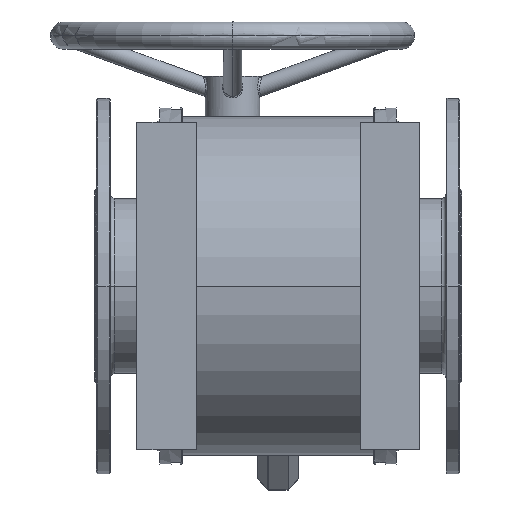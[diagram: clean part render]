
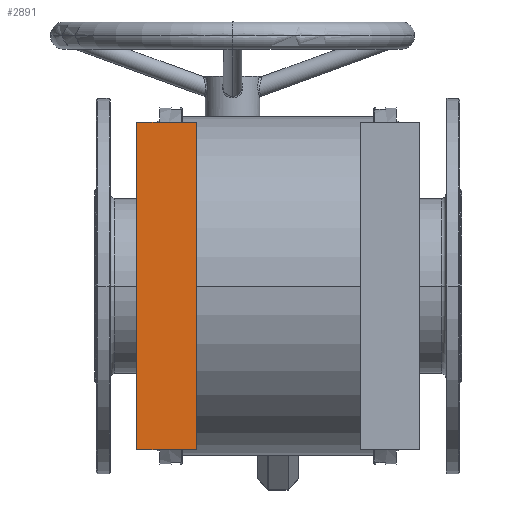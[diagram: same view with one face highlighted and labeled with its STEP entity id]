
A CAD part, front view. The second image highlights one B-rep face of the part: STEP entity #2891.
In plain terms, the highlighted planar face has unit normal (0, -1, 0).
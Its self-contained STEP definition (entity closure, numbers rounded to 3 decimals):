
#1486 = ORIENTED_EDGE ( 'NONE', *, *, #18012, .F. ) ;
#2222 = EDGE_CURVE ( 'NONE', #26783, #24952, #7012, .T. ) ;
#2891 = ADVANCED_FACE ( 'NONE', ( #5866 ), #8070, .F. ) ;
#2924 = EDGE_CURVE ( 'NONE', #24952, #20180, #24977, .T. ) ;
#4213 = ORIENTED_EDGE ( 'NONE', *, *, #16781, .F. ) ;
#5866 = FACE_OUTER_BOUND ( 'NONE', #15596, .T. ) ;
#6275 = DIRECTION ( 'NONE',  ( 0., 0., 1. ) ) ;
#7012 = LINE ( 'NONE', #21443, #19798 ) ;
#7257 = VECTOR ( 'NONE', #6275, 1000. ) ;
#8070 = PLANE ( 'NONE',  #24310 ) ;
#8204 = LINE ( 'NONE', #9846, #27137 ) ;
#9846 = CARTESIAN_POINT ( 'NONE',  ( -155., -205., -180. ) ) ;
#10128 = DIRECTION ( 'NONE',  ( 0., 1., 0. ) ) ;
#12060 = CARTESIAN_POINT ( 'NONE',  ( -90., -205., -180. ) ) ;
#13470 = DIRECTION ( 'NONE',  ( 1., 0., 0. ) ) ;
#13854 = ORIENTED_EDGE ( 'NONE', *, *, #2924, .T. ) ;
#14049 = LINE ( 'NONE', #18020, #21625 ) ;
#15596 = EDGE_LOOP ( 'NONE', ( #16779, #13854, #1486, #4213 ) ) ;
#15832 = DIRECTION ( 'NONE',  ( 1., 0., 0. ) ) ;
#16779 = ORIENTED_EDGE ( 'NONE', *, *, #2222, .T. ) ;
#16781 = EDGE_CURVE ( 'NONE', #26783, #18749, #8204, .T. ) ;
#18012 = EDGE_CURVE ( 'NONE', #18749, #20180, #14049, .T. ) ;
#18020 = CARTESIAN_POINT ( 'NONE',  ( -130., -205., 180. ) ) ;
#18749 = VERTEX_POINT ( 'NONE', #19315 ) ;
#19315 = CARTESIAN_POINT ( 'NONE',  ( -155., -205., 180. ) ) ;
#19422 = CARTESIAN_POINT ( 'NONE',  ( -90., -205., -180. ) ) ;
#19798 = VECTOR ( 'NONE', #13470, 1000. ) ;
#20180 = VERTEX_POINT ( 'NONE', #26024 ) ;
#20849 = DIRECTION ( 'NONE',  ( 0., 0., 1. ) ) ;
#21443 = CARTESIAN_POINT ( 'NONE',  ( -130., -205., -180. ) ) ;
#21625 = VECTOR ( 'NONE', #15832, 1000. ) ;
#21763 = CARTESIAN_POINT ( 'NONE',  ( -155., -205., -180. ) ) ;
#22758 = DIRECTION ( 'NONE',  ( 0., 0., 1. ) ) ;
#24310 = AXIS2_PLACEMENT_3D ( 'NONE', #27032, #10128, #20849 ) ;
#24952 = VERTEX_POINT ( 'NONE', #19422 ) ;
#24977 = LINE ( 'NONE', #12060, #7257 ) ;
#26024 = CARTESIAN_POINT ( 'NONE',  ( -90., -205., 180. ) ) ;
#26783 = VERTEX_POINT ( 'NONE', #21763 ) ;
#27032 = CARTESIAN_POINT ( 'NONE',  ( -130., -205., 0. ) ) ;
#27137 = VECTOR ( 'NONE', #22758, 1000. ) ;
